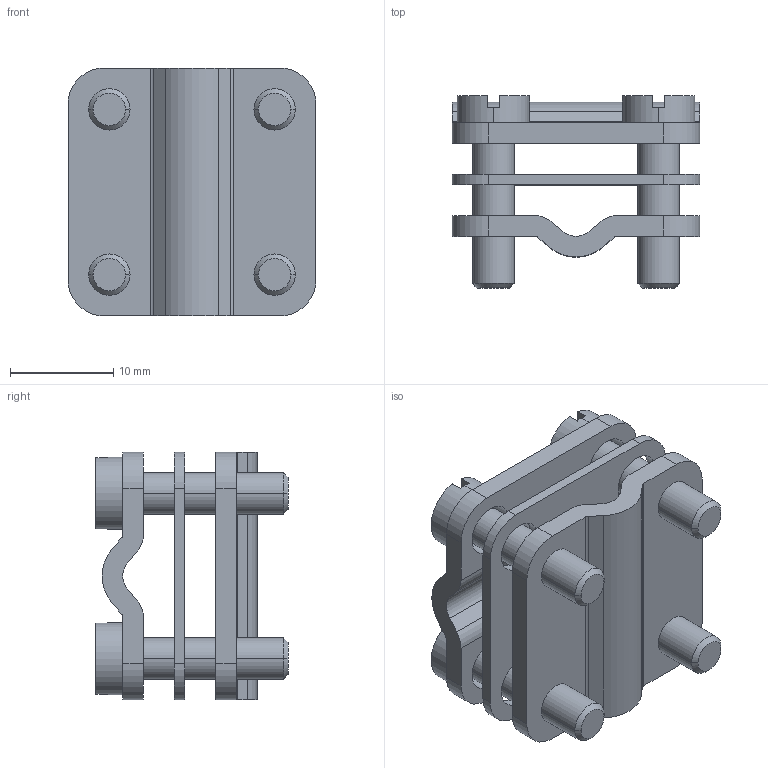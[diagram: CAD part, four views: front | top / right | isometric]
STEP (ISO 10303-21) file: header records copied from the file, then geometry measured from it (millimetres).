
FILE_DESCRIPTION(('CoCreate Modeling STEP Export'),'2;1');
FILE_NAME('5064015.stp','2016-06-03T14:46:05',(''),(''),'CoCreate Modeling STEP processor for AP214 (Solid Model)','CoCreate Modeling 16.00B 02-Dec-2008 (C) Parametric Technology GmbH','');
FILE_SCHEMA(('AUTOMOTIVE_DESIGN { 1 0 10303 214 1 1 1 1 }'));
Length unit declared in the file: millimetre
Products named in the file (5): Oberteil; Unterteil; Zwischplatte; Zylinderschraube_ISO_1207_-_M4_x_16_-_.2; Schellen_Abzweigklemme
Assembly tree (7 placements, depth 2):
  Schellen_Abzweigklemme
    Zylinderschraube_ISO_1207_-_M4_x_16_-_.2  x4
    Zwischplatte
    Unterteil
    Oberteil
Bounding box: 24 x 18.6 x 24 mm (x, y, z)
Volume: 3802.6 mm3; surface area: 5221.4 mm2
Topology: 7 solids, 7 shells, 154 faces, 376 edges, 240 vertices
Faces by surface type: cylinder 72, plane 58, cone 24
Entity records: 3443 total; most frequent: ORIENTED_EDGE 560, CARTESIAN_POINT 511, DIRECTION 510, EDGE_CURVE 280, VERTEX_POINT 180, AXIS2_PLACEMENT_3D 179, VECTOR 152, LINE 152
